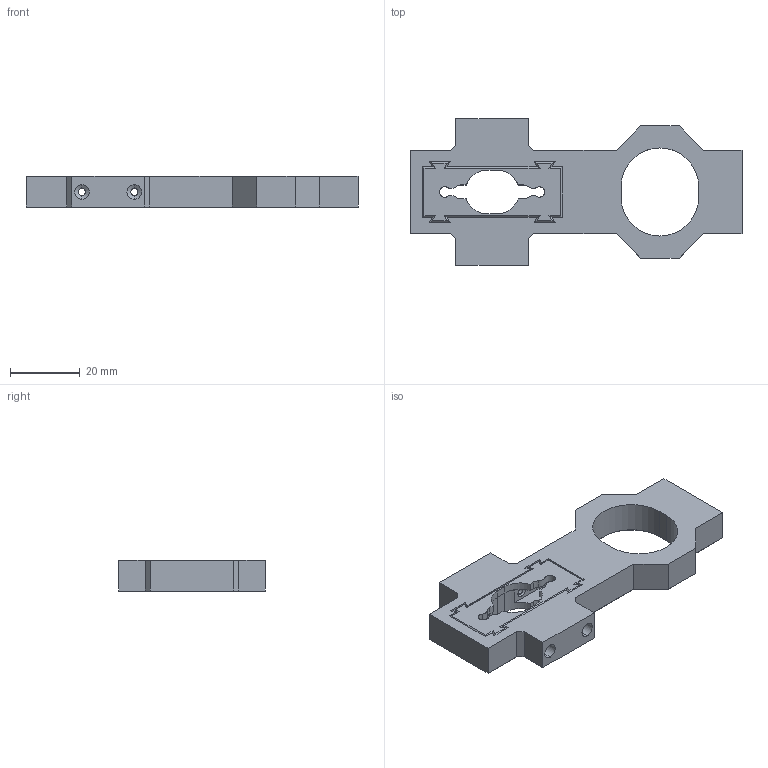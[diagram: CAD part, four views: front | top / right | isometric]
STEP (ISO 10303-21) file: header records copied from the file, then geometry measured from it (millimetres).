
FILE_DESCRIPTION (( 'STEP AP214' ), '1' );
FILE_NAME ('賑輸-v1.2.STEP', '2023-04-04T13:48:27', ( '' ), ( '' ), 'SwSTEP 2.0', 'SolidWorks 2020', '' );
FILE_SCHEMA (( 'AUTOMOTIVE_DESIGN' ));
Length unit declared in the file: millimetre
Products named in the file (1): 賑輸-v1.2
Bounding box: 95 x 42 x 9 mm (x, y, z)
Volume: 18483.4 mm3; surface area: 10401.9 mm2
Topology: 2 solids, 2 shells, 212 faces, 541 edges, 334 vertices
Faces by surface type: plane 143, cylinder 51, cone 18
Entity records: 6352 total; most frequent: CARTESIAN_POINT 1088, DIRECTION 1083, ORIENTED_EDGE 1082, EDGE_CURVE 541, VECTOR 425, LINE 425, VERTEX_POINT 334, AXIS2_PLACEMENT_3D 329
